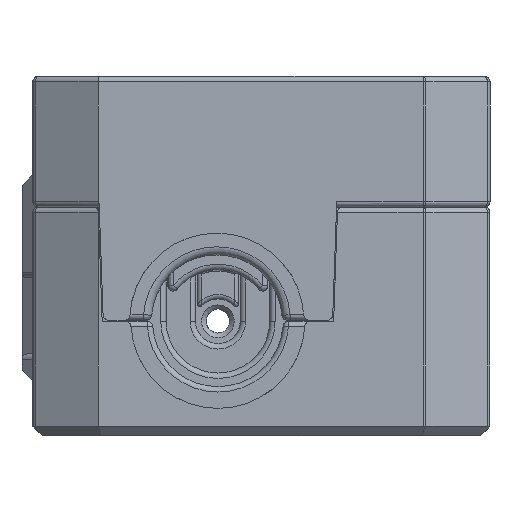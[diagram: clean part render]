
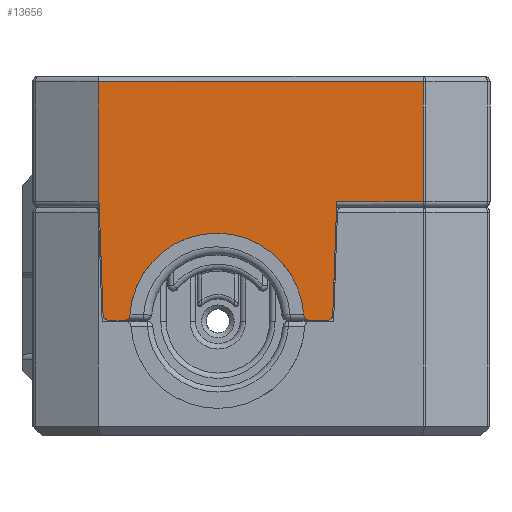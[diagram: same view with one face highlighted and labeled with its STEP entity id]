
A CAD part, front view. The second image highlights one B-rep face of the part: STEP entity #13656.
In plain terms, the highlighted planar face has unit normal (0, -1, 0).
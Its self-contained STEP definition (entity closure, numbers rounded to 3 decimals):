
#408=ELLIPSE('',#15336,1.,0.5);
#641=PLANE('',#15335);
#1190=LINE('',#26097,#2000);
#1198=LINE('',#26200,#2008);
#1409=LINE('',#30156,#2219);
#1410=LINE('',#30158,#2220);
#1423=LINE('',#30427,#2233);
#1424=LINE('',#30429,#2234);
#1436=LINE('',#30513,#2246);
#1437=LINE('',#30522,#2247);
#2000=VECTOR('',#18051,10.);
#2008=VECTOR('',#18085,10.);
#2219=VECTOR('',#19196,10.);
#2220=VECTOR('',#19199,10.);
#2233=VECTOR('',#19328,10.);
#2234=VECTOR('',#19331,10.);
#2246=VECTOR('',#19385,10.);
#2247=VECTOR('',#19396,10.);
#3339=FACE_OUTER_BOUND('',#4195,.T.);
#4195=EDGE_LOOP('',(#12567,#12568,#12569,#12570,#12571,#12572,#12573,#12574,
#12575,#12576,#12577,#12578,#12579,#12580));
#5000=CIRCLE('',#15243,0.5);
#5001=CIRCLE('',#15245,0.5);
#5002=CIRCLE('',#15247,8.);
#5003=CIRCLE('',#15249,0.5);
#5040=CIRCLE('',#15337,0.5);
#6201=VERTEX_POINT('',#26094);
#6202=VERTEX_POINT('',#26096);
#6214=VERTEX_POINT('',#26197);
#6215=VERTEX_POINT('',#26199);
#6490=VERTEX_POINT('',#29586);
#6513=VERTEX_POINT('',#29883);
#6545=VERTEX_POINT('',#30132);
#6548=VERTEX_POINT('',#30142);
#6549=VERTEX_POINT('',#30146);
#6550=VERTEX_POINT('',#30150);
#6581=VERTEX_POINT('',#30425);
#6588=VERTEX_POINT('',#30511);
#6590=VERTEX_POINT('',#30519);
#6591=VERTEX_POINT('',#30521);
#7932=EDGE_CURVE('',#6201,#6202,#1190,.T.);
#7952=EDGE_CURVE('',#6214,#6215,#1198,.T.);
#8522=EDGE_CURVE('',#6548,#6201,#5000,.T.);
#8523=EDGE_CURVE('',#6202,#6549,#5001,.T.);
#8525=EDGE_CURVE('',#6550,#6549,#5002,.T.);
#8527=EDGE_CURVE('',#6550,#6214,#5003,.T.);
#8528=EDGE_CURVE('',#6545,#6490,#1409,.T.);
#8529=EDGE_CURVE('',#6490,#6513,#1410,.T.);
#8586=EDGE_CURVE('',#6581,#6548,#1423,.T.);
#8587=EDGE_CURVE('',#6513,#6581,#1424,.T.);
#8611=EDGE_CURVE('',#6545,#6588,#1436,.T.);
#8614=EDGE_CURVE('',#6590,#6588,#408,.T.);
#8615=EDGE_CURVE('',#6591,#6590,#1437,.T.);
#8616=EDGE_CURVE('',#6215,#6591,#5040,.T.);
#12567=ORIENTED_EDGE('',*,*,#8529,.F.);
#12568=ORIENTED_EDGE('',*,*,#8528,.F.);
#12569=ORIENTED_EDGE('',*,*,#8611,.T.);
#12570=ORIENTED_EDGE('',*,*,#8614,.F.);
#12571=ORIENTED_EDGE('',*,*,#8615,.F.);
#12572=ORIENTED_EDGE('',*,*,#8616,.F.);
#12573=ORIENTED_EDGE('',*,*,#7952,.F.);
#12574=ORIENTED_EDGE('',*,*,#8527,.F.);
#12575=ORIENTED_EDGE('',*,*,#8525,.T.);
#12576=ORIENTED_EDGE('',*,*,#8523,.F.);
#12577=ORIENTED_EDGE('',*,*,#7932,.F.);
#12578=ORIENTED_EDGE('',*,*,#8522,.F.);
#12579=ORIENTED_EDGE('',*,*,#8586,.F.);
#12580=ORIENTED_EDGE('',*,*,#8587,.F.);
#13656=ADVANCED_FACE('',(#3339),#641,.T.);
#15243=AXIS2_PLACEMENT_3D('',#30144,#19178,#19179);
#15245=AXIS2_PLACEMENT_3D('',#30147,#19182,#19183);
#15247=AXIS2_PLACEMENT_3D('',#30151,#19187,#19188);
#15249=AXIS2_PLACEMENT_3D('',#30154,#19192,#19193);
#15335=AXIS2_PLACEMENT_3D('',#30518,#19392,#19393);
#15336=AXIS2_PLACEMENT_3D('',#30520,#19394,#19395);
#15337=AXIS2_PLACEMENT_3D('',#30523,#19397,#19398);
#18051=DIRECTION('',(1.,0.,0.));
#18085=DIRECTION('',(1.,0.,0.));
#19178=DIRECTION('center_axis',(0.,1.,0.));
#19179=DIRECTION('ref_axis',(-0.695,0.,0.719));
#19182=DIRECTION('center_axis',(0.,1.,0.));
#19183=DIRECTION('ref_axis',(0.686,0.,0.728));
#19187=DIRECTION('center_axis',(0.,1.,0.));
#19188=DIRECTION('ref_axis',(1.,0.,0.));
#19192=DIRECTION('center_axis',(0.,1.,0.));
#19193=DIRECTION('ref_axis',(-0.686,0.,0.728));
#19196=DIRECTION('',(-1.,0.,0.));
#19199=DIRECTION('',(0.,0.,1.));
#19328=DIRECTION('',(0.035,0.,0.999));
#19331=DIRECTION('',(1.,0.,0.));
#19385=DIRECTION('',(0.,0.,1.));
#19392=DIRECTION('center_axis',(0.,-1.,0.));
#19393=DIRECTION('ref_axis',(1.,0.,0.));
#19394=DIRECTION('center_axis',(0.,1.,0.));
#19395=DIRECTION('ref_axis',(1.,0.,0.));
#19396=DIRECTION('',(0.035,0.,-0.999));
#19397=DIRECTION('center_axis',(0.,1.,0.));
#19398=DIRECTION('ref_axis',(0.695,0.,0.719));
#26094=CARTESIAN_POINT('',(14.946,0.,22.4));
#26096=CARTESIAN_POINT('',(16.615,0.,22.4));
#26097=CARTESIAN_POINT('',(14.1,0.,22.4));
#26197=CARTESIAN_POINT('',(33.586,0.,22.4));
#26199=CARTESIAN_POINT('',(35.054,0.,22.4));
#26200=CARTESIAN_POINT('',(14.1,0.,22.4));
#29586=CARTESIAN_POINT('',(6.134,0.,0.5));
#29883=CARTESIAN_POINT('',(6.134,0.,11.5));
#30132=CARTESIAN_POINT('',(36.,0.,0.5));
#30142=CARTESIAN_POINT('',(14.447,0.,21.917));
#30144=CARTESIAN_POINT('Origin',(14.946,0.,21.9));
#30146=CARTESIAN_POINT('',(17.114,0.,21.929));
#30147=CARTESIAN_POINT('Origin',(16.615,0.,21.9));
#30150=CARTESIAN_POINT('',(33.087,0.,21.929));
#30151=CARTESIAN_POINT('Origin',(25.101,0.,22.4));
#30154=CARTESIAN_POINT('Origin',(33.586,0.,21.9));
#30156=CARTESIAN_POINT('',(13.5,0.,0.5));
#30158=CARTESIAN_POINT('',(6.134,0.,0.));
#30425=CARTESIAN_POINT('',(14.083,0.,11.5));
#30427=CARTESIAN_POINT('',(14.1,0.,12.));
#30429=CARTESIAN_POINT('',(13.5,0.,11.5));
#30511=CARTESIAN_POINT('',(36.,0.,11.5));
#30513=CARTESIAN_POINT('',(36.,0.,0.));
#30518=CARTESIAN_POINT('Origin',(6.,0.,0.));
#30519=CARTESIAN_POINT('',(35.91,0.,11.708));
#30520=CARTESIAN_POINT('Origin',(35.,0.,11.5));
#30521=CARTESIAN_POINT('',(35.554,0.,21.917));
#30522=CARTESIAN_POINT('',(36.091,0.,6.529));
#30523=CARTESIAN_POINT('Origin',(35.054,0.,
21.9));
